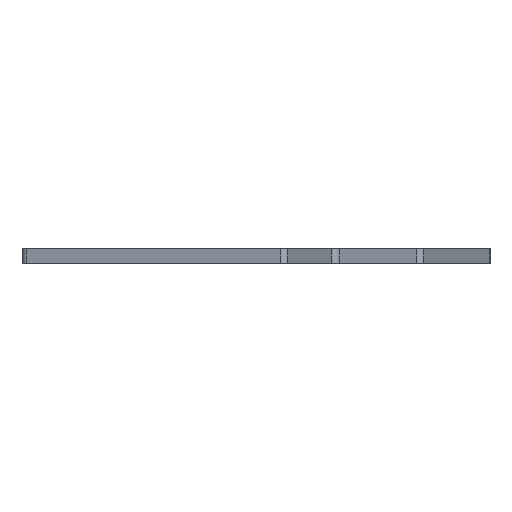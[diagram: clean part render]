
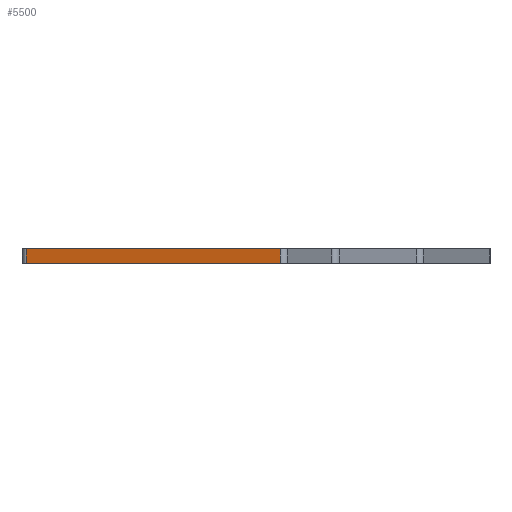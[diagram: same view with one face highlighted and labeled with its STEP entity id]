
A CAD part, left-side view. The second image highlights one B-rep face of the part: STEP entity #5500.
In plain terms, the highlighted planar face has unit normal (-0.966, 0.259, 0).
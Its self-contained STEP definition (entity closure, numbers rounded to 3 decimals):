
#515=CARTESIAN_POINT('',(-96.027,46.646,9.005));
#516=VERTEX_POINT('',#515);
#524=CARTESIAN_POINT('',(-110.094,-5.852,9.005));
#525=VERTEX_POINT('',#524);
#526=CARTESIAN_POINT('',(-96.027,46.646,9.005));
#527=DIRECTION('',(-0.259,-0.966,0.));
#528=VECTOR('',#527,54.35);
#529=LINE('',#526,#528);
#530=EDGE_CURVE('',#516,#525,#529,.T.);
#1896=CARTESIAN_POINT('',(-110.094,-5.852,6.005));
#1897=VERTEX_POINT('',#1896);
#1905=CARTESIAN_POINT('',(-96.027,46.646,6.005));
#1906=VERTEX_POINT('',#1905);
#1907=CARTESIAN_POINT('',(-96.027,46.646,6.005));
#1908=DIRECTION('',(-0.259,-0.966,0.));
#1909=VECTOR('',#1908,54.35);
#1910=LINE('',#1907,#1909);
#1911=EDGE_CURVE('',#1906,#1897,#1910,.T.);
#5479=CARTESIAN_POINT('',(-103.06,20.397,6.005));
#5480=DIRECTION('',(-0.966,0.259,0.));
#5481=DIRECTION('',(0.259,0.966,-0.));
#5482=AXIS2_PLACEMENT_3D('',#5479,#5480,#5481);
#5483=PLANE('',#5482);
#5484=ORIENTED_EDGE('',*,*,#530,.F.);
#5485=CARTESIAN_POINT('',(-96.027,46.646,9.005));
#5486=DIRECTION('',(-0.,-0.,-1.));
#5487=VECTOR('',#5486,3.);
#5488=LINE('',#5485,#5487);
#5489=EDGE_CURVE('',#516,#1906,#5488,.T.);
#5490=ORIENTED_EDGE('',*,*,#5489,.T.);
#5491=ORIENTED_EDGE('',*,*,#1911,.T.);
#5492=CARTESIAN_POINT('',(-110.094,-5.852,6.005));
#5493=DIRECTION('',(0.,0.,1.));
#5494=VECTOR('',#5493,3.);
#5495=LINE('',#5492,#5494);
#5496=EDGE_CURVE('',#1897,#525,#5495,.T.);
#5497=ORIENTED_EDGE('',*,*,#5496,.T.);
#5498=EDGE_LOOP('',(#5484,#5490,#5491,#5497));
#5499=FACE_BOUND('',#5498,.T.);
#5500=ADVANCED_FACE('',(#5499),#5483,.T.);
